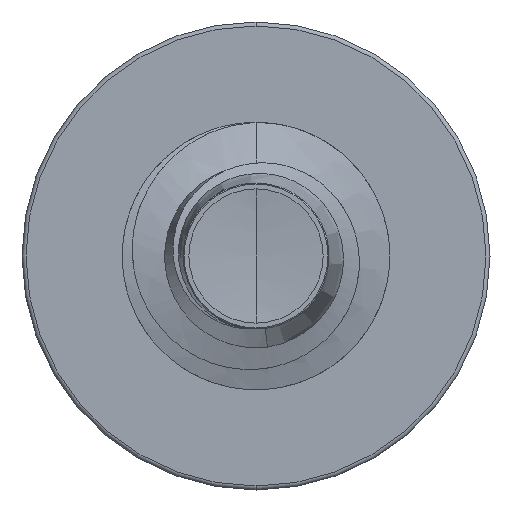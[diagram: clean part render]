
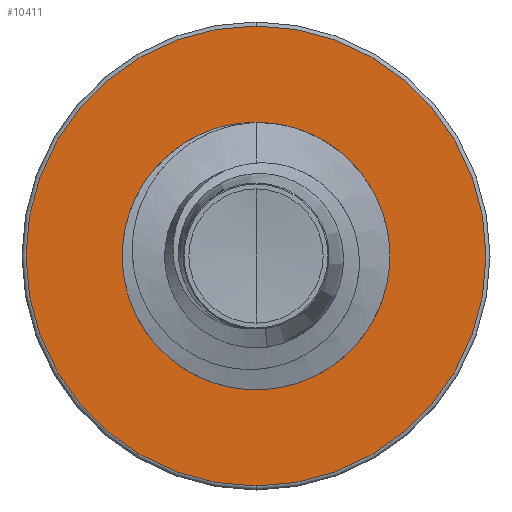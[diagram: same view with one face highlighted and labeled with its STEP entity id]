
A CAD part, front view. The second image highlights one B-rep face of the part: STEP entity #10411.
In plain terms, the highlighted planar face has unit normal (0, -1, 0).
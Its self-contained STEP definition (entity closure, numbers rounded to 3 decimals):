
#758 = DIRECTION ( 'NONE',  ( 0., 0., 1. ) ) ;
#774 = DIRECTION ( 'NONE',  ( 0., 1., 0. ) ) ;
#814 = CARTESIAN_POINT ( 'NONE',  ( 0., 5., -1.989 ) ) ;
#964 = PLANE ( 'NONE',  #3636 ) ;
#1634 = CARTESIAN_POINT ( 'NONE',  ( 0., 5., 3.44 ) ) ;
#1998 = VERTEX_POINT ( 'NONE', #8935 ) ;
#2620 = ORIENTED_EDGE ( 'NONE', *, *, #7718, .F. ) ;
#3375 = DIRECTION ( 'NONE',  ( 0., 0., 1. ) ) ;
#3377 = CARTESIAN_POINT ( 'NONE',  ( 0., 5., -1.989 ) ) ;
#3378 = DIRECTION ( 'NONE',  ( 0., 1., 0. ) ) ;
#3392 = CARTESIAN_POINT ( 'NONE',  ( 0., 5., 0. ) ) ;
#3449 = FACE_OUTER_BOUND ( 'NONE', #7639, .T. ) ;
#3550 = AXIS2_PLACEMENT_3D ( 'NONE', #7881, #7679, #7664 ) ;
#3591 = AXIS2_PLACEMENT_3D ( 'NONE', #10749, #10655, #10507 ) ;
#3636 = AXIS2_PLACEMENT_3D ( 'NONE', #814, #774, #758 ) ;
#4177 = CIRCLE ( 'NONE', #3591, 1.989 ) ;
#4983 = EDGE_CURVE ( 'NONE', #9173, #1998, #4177, .T. ) ;
#5656 = CIRCLE ( 'NONE', #9975, 1.989 ) ;
#5775 = FACE_BOUND ( 'NONE', #11454, .T. ) ;
#6254 = EDGE_CURVE ( 'NONE', #1998, #9173, #5656, .T. ) ;
#6313 = DIRECTION ( 'NONE',  ( 0., 0., 1. ) ) ;
#6315 = DIRECTION ( 'NONE',  ( 0., 1., 0. ) ) ;
#6335 = CARTESIAN_POINT ( 'NONE',  ( 0., 5., 0. ) ) ;
#6641 = VERTEX_POINT ( 'NONE', #1634 ) ;
#7261 = AXIS2_PLACEMENT_3D ( 'NONE', #3392, #3378, #3375 ) ;
#7639 = EDGE_LOOP ( 'NONE', ( #2620, #7839 ) ) ;
#7664 = DIRECTION ( 'NONE',  ( 0., 0., 1. ) ) ;
#7679 = DIRECTION ( 'NONE',  ( 0., 1., 0. ) ) ;
#7718 = EDGE_CURVE ( 'NONE', #6641, #11496, #11018, .T. ) ;
#7839 = ORIENTED_EDGE ( 'NONE', *, *, #11608, .F. ) ;
#7881 = CARTESIAN_POINT ( 'NONE',  ( 0., 5., 0. ) ) ;
#8063 = CARTESIAN_POINT ( 'NONE',  ( 0., 5., -3.44 ) ) ;
#8935 = CARTESIAN_POINT ( 'NONE',  ( 0., 5., 1.989 ) ) ;
#9173 = VERTEX_POINT ( 'NONE', #3377 ) ;
#9724 = ORIENTED_EDGE ( 'NONE', *, *, #6254, .T. ) ;
#9727 = CIRCLE ( 'NONE', #3550, 3.44 ) ;
#9975 = AXIS2_PLACEMENT_3D ( 'NONE', #6335, #6315, #6313 ) ;
#10411 = ADVANCED_FACE ( 'NONE', ( #3449, #5775 ), #964, .F. ) ;
#10507 = DIRECTION ( 'NONE',  ( 0., 0., 1. ) ) ;
#10655 = DIRECTION ( 'NONE',  ( 0., 1., 0. ) ) ;
#10749 = CARTESIAN_POINT ( 'NONE',  ( 0., 5., 0. ) ) ;
#11018 = CIRCLE ( 'NONE', #7261, 3.44 ) ;
#11454 = EDGE_LOOP ( 'NONE', ( #9724, #11503 ) ) ;
#11496 = VERTEX_POINT ( 'NONE', #8063 ) ;
#11503 = ORIENTED_EDGE ( 'NONE', *, *, #4983, .T. ) ;
#11608 = EDGE_CURVE ( 'NONE', #11496, #6641, #9727, .T. ) ;
